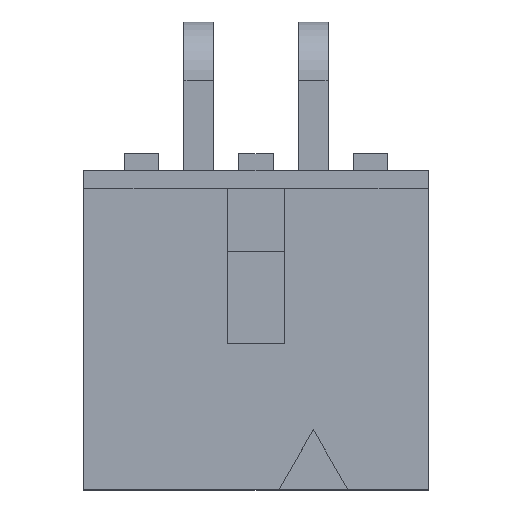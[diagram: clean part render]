
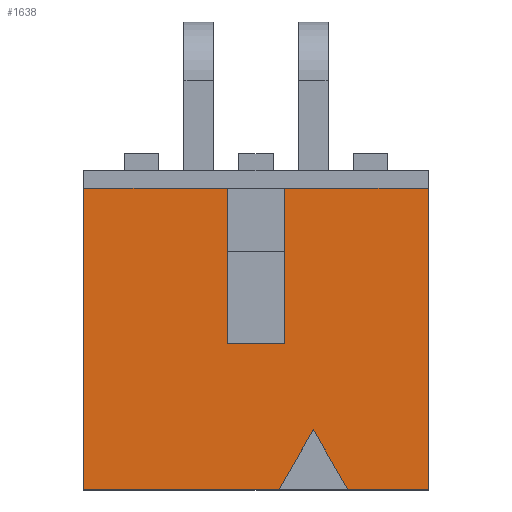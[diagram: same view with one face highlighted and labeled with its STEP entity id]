
A CAD part, top view. The second image highlights one B-rep face of the part: STEP entity #1638.
In plain terms, the highlighted planar face has unit normal (0, 0, 1).
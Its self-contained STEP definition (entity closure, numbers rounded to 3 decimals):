
#138 = VERTEX_POINT('',#139);
#139 = CARTESIAN_POINT('',(3.,-0.099,6.11));
#145 = EDGE_CURVE('',#138,#146,#148,.T.);
#146 = VERTEX_POINT('',#147);
#147 = CARTESIAN_POINT('',(3.,5.151,6.11));
#148 = LINE('',#149,#150);
#149 = CARTESIAN_POINT('',(3.,-0.099,6.11));
#150 = VECTOR('',#151,1.);
#151 = DIRECTION('',(0.,1.,0.));
#534 = VERTEX_POINT('',#535);
#535 = CARTESIAN_POINT('',(-3.,5.151,6.11));
#541 = EDGE_CURVE('',#542,#534,#544,.T.);
#542 = VERTEX_POINT('',#543);
#543 = CARTESIAN_POINT('',(-3.,-0.099,6.11));
#544 = LINE('',#545,#546);
#545 = CARTESIAN_POINT('',(-3.,-0.099,6.11));
#546 = VECTOR('',#547,1.);
#547 = DIRECTION('',(0.,1.,0.));
#1481 = VERTEX_POINT('',#1482);
#1482 = CARTESIAN_POINT('',(0.5,5.151,6.11));
#1488 = EDGE_CURVE('',#1481,#1489,#1491,.T.);
#1489 = VERTEX_POINT('',#1490);
#1490 = CARTESIAN_POINT('',(0.5,2.451,6.11));
#1491 = LINE('',#1492,#1493);
#1492 = CARTESIAN_POINT('',(0.5,5.151,6.11));
#1493 = VECTOR('',#1494,1.);
#1494 = DIRECTION('',(0.,-1.,0.));
#1589 = VERTEX_POINT('',#1590);
#1590 = CARTESIAN_POINT('',(-0.5,2.451,6.11));
#1596 = EDGE_CURVE('',#1597,#1589,#1599,.T.);
#1597 = VERTEX_POINT('',#1598);
#1598 = CARTESIAN_POINT('',(-0.5,5.151,6.11));
#1599 = LINE('',#1600,#1601);
#1600 = CARTESIAN_POINT('',(-0.5,5.151,6.11));
#1601 = VECTOR('',#1602,1.);
#1602 = DIRECTION('',(0.,-1.,0.));
#1627 = EDGE_CURVE('',#1589,#1489,#1628,.T.);
#1628 = LINE('',#1629,#1630);
#1629 = CARTESIAN_POINT('',(-0.5,2.451,6.11));
#1630 = VECTOR('',#1631,1.);
#1631 = DIRECTION('',(1.,0.,0.));
#1638 = ADVANCED_FACE('',(#1639),#1688,.T.);
#1639 = FACE_BOUND('',#1640,.F.);
#1640 = EDGE_LOOP('',(#1641,#1642,#1643,#1644,#1650,#1651,#1659,#1667,
    #1675,#1681,#1682));
#1641 = ORIENTED_EDGE('',*,*,#1596,.T.);
#1642 = ORIENTED_EDGE('',*,*,#1627,.T.);
#1643 = ORIENTED_EDGE('',*,*,#1488,.F.);
#1644 = ORIENTED_EDGE('',*,*,#1645,.F.);
#1645 = EDGE_CURVE('',#146,#1481,#1646,.T.);
#1646 = LINE('',#1647,#1648);
#1647 = CARTESIAN_POINT('',(3.,5.151,6.11));
#1648 = VECTOR('',#1649,1.);
#1649 = DIRECTION('',(-1.,0.,0.));
#1650 = ORIENTED_EDGE('',*,*,#145,.F.);
#1651 = ORIENTED_EDGE('',*,*,#1652,.T.);
#1652 = EDGE_CURVE('',#138,#1653,#1655,.T.);
#1653 = VERTEX_POINT('',#1654);
#1654 = CARTESIAN_POINT('',(1.6,-0.099,6.11));
#1655 = LINE('',#1656,#1657);
#1656 = CARTESIAN_POINT('',(3.,-0.099,6.11));
#1657 = VECTOR('',#1658,1.);
#1658 = DIRECTION('',(-1.,0.,0.));
#1659 = ORIENTED_EDGE('',*,*,#1660,.T.);
#1660 = EDGE_CURVE('',#1653,#1661,#1663,.T.);
#1661 = VERTEX_POINT('',#1662);
#1662 = CARTESIAN_POINT('',(1.,0.94,6.11));
#1663 = LINE('',#1664,#1665);
#1664 = CARTESIAN_POINT('',(1.6,-0.099,6.11));
#1665 = VECTOR('',#1666,1.);
#1666 = DIRECTION('',(-0.5,0.866,0.));
#1667 = ORIENTED_EDGE('',*,*,#1668,.T.);
#1668 = EDGE_CURVE('',#1661,#1669,#1671,.T.);
#1669 = VERTEX_POINT('',#1670);
#1670 = CARTESIAN_POINT('',(0.4,-0.099,6.11));
#1671 = LINE('',#1672,#1673);
#1672 = CARTESIAN_POINT('',(1.,0.94,6.11));
#1673 = VECTOR('',#1674,1.);
#1674 = DIRECTION('',(-0.5,-0.866,0.));
#1675 = ORIENTED_EDGE('',*,*,#1676,.T.);
#1676 = EDGE_CURVE('',#1669,#542,#1677,.T.);
#1677 = LINE('',#1678,#1679);
#1678 = CARTESIAN_POINT('',(0.4,-0.099,6.11));
#1679 = VECTOR('',#1680,1.);
#1680 = DIRECTION('',(-1.,0.,0.));
#1681 = ORIENTED_EDGE('',*,*,#541,.T.);
#1682 = ORIENTED_EDGE('',*,*,#1683,.F.);
#1683 = EDGE_CURVE('',#1597,#534,#1684,.T.);
#1684 = LINE('',#1685,#1686);
#1685 = CARTESIAN_POINT('',(-0.5,5.151,6.11));
#1686 = VECTOR('',#1687,1.);
#1687 = DIRECTION('',(-1.,0.,0.));
#1688 = PLANE('',#1689);
#1689 = AXIS2_PLACEMENT_3D('',#1690,#1691,#1692);
#1690 = CARTESIAN_POINT('',(3.,-0.099,6.11));
#1691 = DIRECTION('',(0.,0.,1.));
#1692 = DIRECTION('',(0.,1.,0.));
